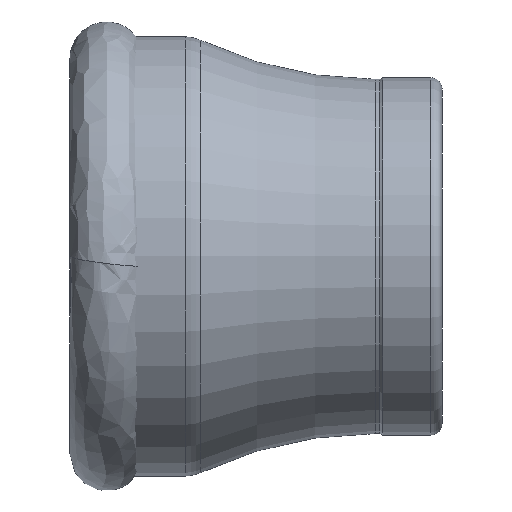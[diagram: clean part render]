
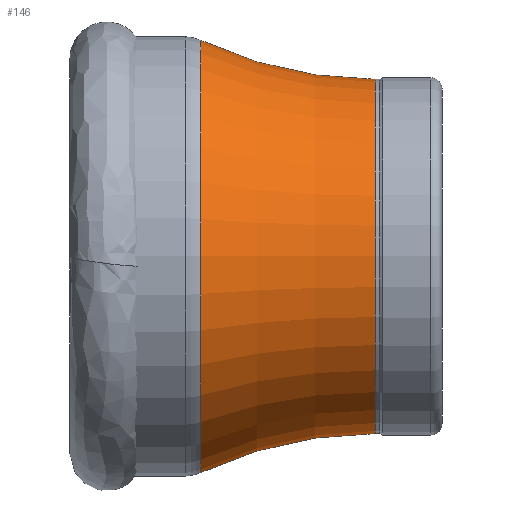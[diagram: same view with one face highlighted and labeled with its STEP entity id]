
A CAD part, front view. The second image highlights one B-rep face of the part: STEP entity #146.
In plain terms, the highlighted toroidal (fillet/blend) face has major radius 78.8 mm and minor radius 55 mm.
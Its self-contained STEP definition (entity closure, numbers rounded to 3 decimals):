
#53=TOROIDAL_SURFACE('',#268,78.8,55.);
#146=ADVANCED_FACE('',(#167,#168),#53,.F.);
#167=FACE_BOUND('',#189,.T.);
#168=FACE_BOUND('',#190,.T.);
#189=EDGE_LOOP('',(#211));
#190=EDGE_LOOP('',(#212));
#211=ORIENTED_EDGE('',*,*,#237,.F.);
#212=ORIENTED_EDGE('',*,*,#238,.T.);
#226=VERTEX_POINT('',#481);
#227=VERTEX_POINT('',#484);
#237=EDGE_CURVE('',#226,#226,#248,.T.);
#238=EDGE_CURVE('',#227,#227,#249,.T.);
#248=CIRCLE('',#265,29.025);
#249=CIRCLE('',#267,23.8);
#265=AXIS2_PLACEMENT_3D('',#480,#301,#302);
#267=AXIS2_PLACEMENT_3D('',#483,#305,#306);
#268=AXIS2_PLACEMENT_3D('',#485,#307,#308);
#301=DIRECTION('',(-1.,0.,0.));
#302=DIRECTION('',(0.,0.,1.));
#305=DIRECTION('',(-1.,0.,0.));
#306=DIRECTION('',(0.,0.,1.));
#307=DIRECTION('',(-1.,0.,0.));
#308=DIRECTION('',(0.,0.,1.));
#480=CARTESIAN_POINT('',(17.602,0.,0.));
#481=CARTESIAN_POINT('',(17.602,0.,29.025));
#483=CARTESIAN_POINT('',(41.,0.,0.));
#484=CARTESIAN_POINT('',(41.,0.,23.8));
#485=CARTESIAN_POINT('',(41.,0.,0.));
